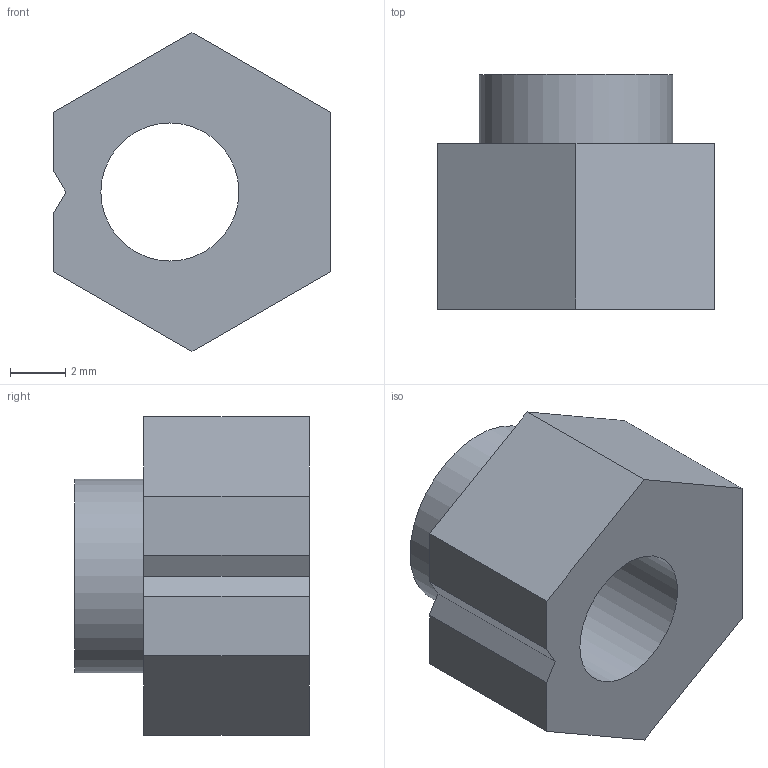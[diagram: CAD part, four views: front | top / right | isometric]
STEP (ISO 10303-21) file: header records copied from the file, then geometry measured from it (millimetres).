
FILE_DESCRIPTION(/* description */ (''),/* implementation_level */ '2;1');
FILE_NAME(/* name */ 'Sharplayers_8596531012190.step',/* time_stamp */ '2022-01-21T17:42:12+01:00',/* author */ (''),/* organization */ (''),/* preprocessor_version */ 'ST-DEVELOPER v18.1',/* originating_system */ 'Autodesk Translation Framework v10.10.0.1391',/* authorisation */ '');
FILE_SCHEMA (('AUTOMOTIVE_DESIGN { 1 0 10303 214 3 1 1 }'));
Length unit declared in the file: millimetre
Products named in the file (1): Sharplayers_8596531012190
Bounding box: 10 x 8.5 x 11.55 mm (x, y, z)
Volume: 447 mm3; surface area: 531.1 mm2
Topology: 1 solids, 1 shells, 14 faces, 33 edges, 22 vertices
Faces by surface type: plane 12, cylinder 2
Full cylindrical faces by diameter (mm): 5 x1, 7 x1
Entity records: 438 total; most frequent: CARTESIAN_POINT 70, DIRECTION 67, ORIENTED_EDGE 66, EDGE_CURVE 33, LINE 29, VECTOR 29, VERTEX_POINT 22, AXIS2_PLACEMENT_3D 19
